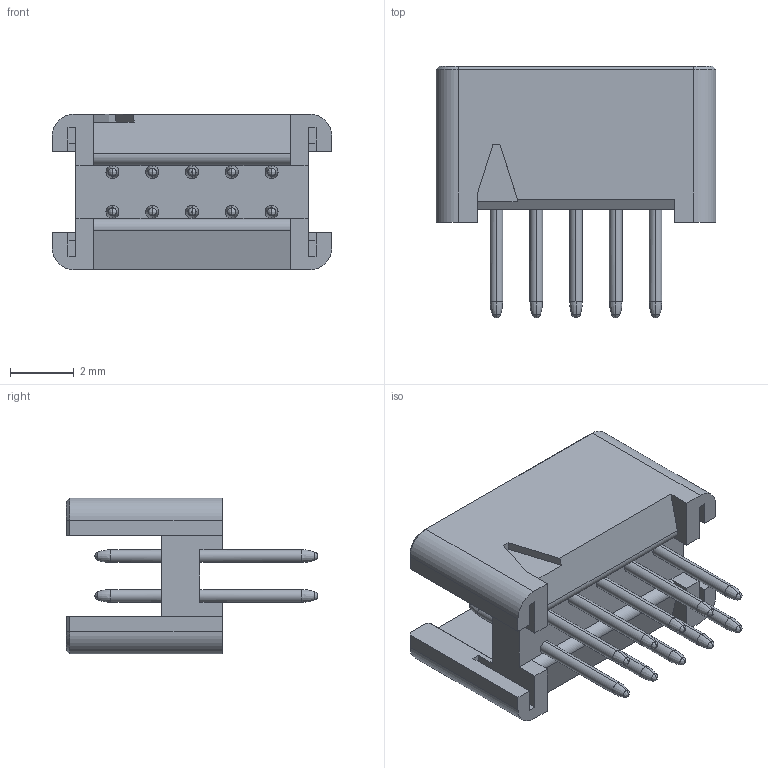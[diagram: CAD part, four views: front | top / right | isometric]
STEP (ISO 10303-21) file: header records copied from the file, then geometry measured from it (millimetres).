
FILE_DESCRIPTION((''),'2;1');
FILE_NAME('G125-MV11005L0P_ASM','2013-08-27T',('sflower'),(''),'PRO/ENGINEER BY PARAMETRIC TECHNOLOGY CORPORATION, 2013150','PRO/ENGINEER BY PARAMETRIC TECHNOLOGY CORPORATION, 2013150','');
FILE_SCHEMA(('CONFIG_CONTROL_DESIGN'));
Length unit declared in the file: millimetre
Products named in the file (3): G125-3011096; G125-1030005; G125-MV11005L0P_ASM
Assembly tree (11 placements, depth 2):
  G125-MV11005L0P_ASM
    G125-3011096
    G125-1030005  x10
Bounding box: 8.8 x 7.9 x 4.9 mm (x, y, z)
Volume: 101.2 mm3; surface area: 363 mm2
Topology: 11 solids, 11 shells, 1619 faces, 3680 edges, 2074 vertices
Faces by surface type: bspline 1120, plane 199, torus 180, cylinder 112, cone 8
Entity records: 14856 total; most frequent: CARTESIAN_POINT 5736, ORIENTED_EDGE 1528, DIRECTION 1244, PRESENTATION_STYLE_ASSIGNMENT 768, STYLED_ITEM 768, CURVE_STYLE 764, EDGE_CURVE 764, AXIS2_PLACEMENT_3D 457
